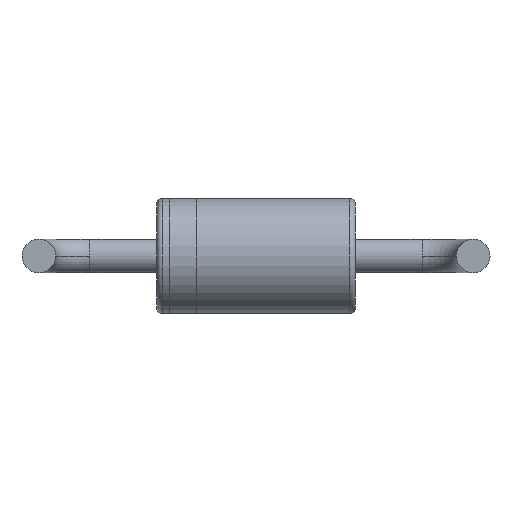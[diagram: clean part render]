
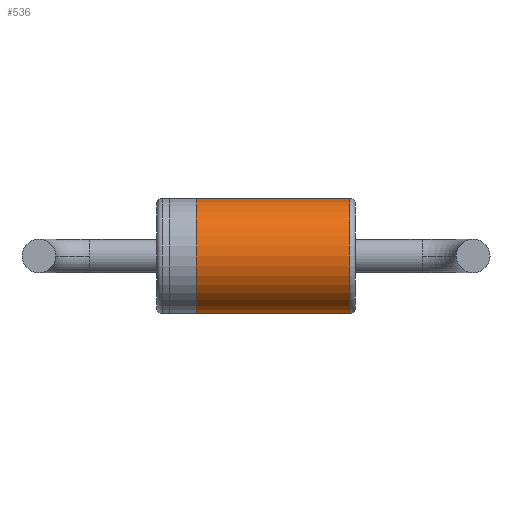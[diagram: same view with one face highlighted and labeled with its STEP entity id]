
A CAD part, front view. The second image highlights one B-rep face of the part: STEP entity #536.
In plain terms, the highlighted cylindrical face has radius 1.346 mm (diameter 2.692 mm), a partial arc.
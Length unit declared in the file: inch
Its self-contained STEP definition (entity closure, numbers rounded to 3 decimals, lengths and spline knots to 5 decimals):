
#1 = CARTESIAN_POINT ( 'NONE',  ( 0.0915, 0.053, -0.053 ) ) ;
#6 = DIRECTION ( 'NONE',  ( -1., 0., 0. ) ) ;
#42 = VECTOR ( 'NONE', #863, 39.37008 ) ;
#80 = VERTEX_POINT ( 'NONE', #502 ) ;
#83 = CARTESIAN_POINT ( 'NONE',  ( 0.0915, 0.053, 0. ) ) ;
#86 = DIRECTION ( 'NONE',  ( 0., 0., 1. ) ) ;
#87 = VERTEX_POINT ( 'NONE', #282 ) ;
#190 = FACE_OUTER_BOUND ( 'NONE', #677, .T. ) ;
#227 = EDGE_CURVE ( 'NONE', #447, #87, #748, .T. ) ;
#232 = LINE ( 'NONE', #1, #42 ) ;
#282 = CARTESIAN_POINT ( 'NONE',  ( -0.055, 0.053, -0.053 ) ) ;
#298 = CARTESIAN_POINT ( 'NONE',  ( 0.0915, 0.053, 0.053 ) ) ;
#316 = ORIENTED_EDGE ( 'NONE', *, *, #227, .T. ) ;
#328 = DIRECTION ( 'NONE',  ( 0., 0., -1. ) ) ;
#378 = LINE ( 'NONE', #298, #831 ) ;
#397 = CARTESIAN_POINT ( 'NONE',  ( 0.0865, 0.053, 0. ) ) ;
#447 = VERTEX_POINT ( 'NONE', #498 ) ;
#452 = DIRECTION ( 'NONE',  ( -1., 0., 0. ) ) ;
#464 = AXIS2_PLACEMENT_3D ( 'NONE', #83, #6, #86 ) ;
#494 = EDGE_CURVE ( 'NONE', #718, #87, #232, .T. ) ;
#498 = CARTESIAN_POINT ( 'NONE',  ( -0.055, 0.053, 0.053 ) ) ;
#502 = CARTESIAN_POINT ( 'NONE',  ( 0.0865, 0.053, 0.053 ) ) ;
#513 = CIRCLE ( 'NONE', #558, 0.053 ) ;
#532 = DIRECTION ( 'NONE',  ( -1., 0., 0. ) ) ;
#536 = ADVANCED_FACE ( 'NONE', ( #190 ), #761, .T. ) ;
#547 = CARTESIAN_POINT ( 'NONE',  ( -0.055, 0.053, 0. ) ) ;
#548 = EDGE_CURVE ( 'NONE', #80, #447, #378, .T. ) ;
#558 = AXIS2_PLACEMENT_3D ( 'NONE', #397, #532, #328 ) ;
#604 = ORIENTED_EDGE ( 'NONE', *, *, #698, .T. ) ;
#615 = DIRECTION ( 'NONE',  ( 1., 0., 0. ) ) ;
#647 = ORIENTED_EDGE ( 'NONE', *, *, #548, .T. ) ;
#677 = EDGE_LOOP ( 'NONE', ( #754, #604, #647, #316 ) ) ;
#679 = AXIS2_PLACEMENT_3D ( 'NONE', #547, #615, #900 ) ;
#698 = EDGE_CURVE ( 'NONE', #718, #80, #513, .T. ) ;
#718 = VERTEX_POINT ( 'NONE', #812 ) ;
#748 = CIRCLE ( 'NONE', #679, 0.053 ) ;
#754 = ORIENTED_EDGE ( 'NONE', *, *, #494, .F. ) ;
#761 = CYLINDRICAL_SURFACE ( 'NONE', #464, 0.053 ) ;
#812 = CARTESIAN_POINT ( 'NONE',  ( 0.0865, 0.053, -0.053 ) ) ;
#831 = VECTOR ( 'NONE', #452, 39.37008 ) ;
#863 = DIRECTION ( 'NONE',  ( -1., 0., 0. ) ) ;
#900 = DIRECTION ( 'NONE',  ( 0., 0., -1. ) ) ;
